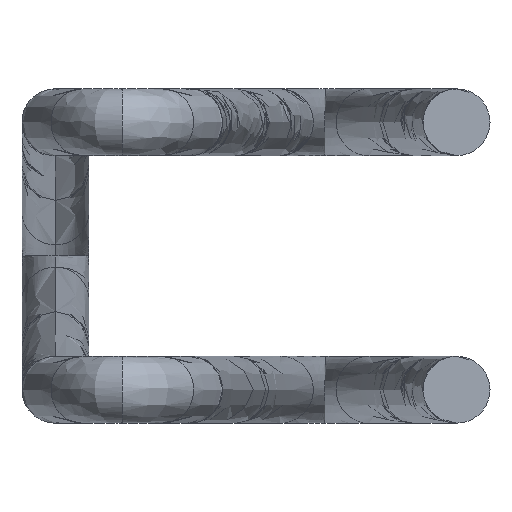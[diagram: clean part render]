
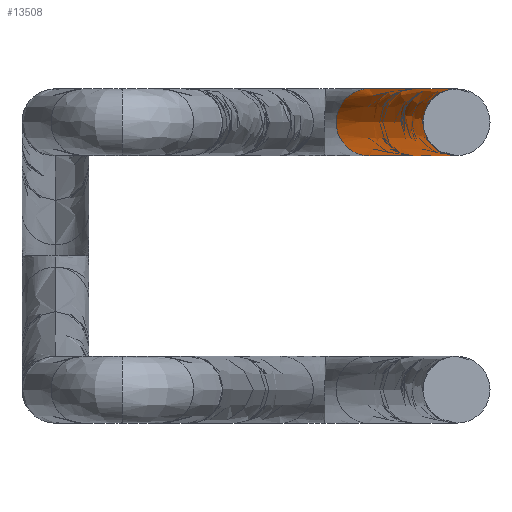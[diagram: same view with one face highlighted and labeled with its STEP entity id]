
A CAD part, left-side view. The second image highlights one B-rep face of the part: STEP entity #13508.
In plain terms, the highlighted free-form (B-spline) face has degree [3, 3] with [7, 6] control points.
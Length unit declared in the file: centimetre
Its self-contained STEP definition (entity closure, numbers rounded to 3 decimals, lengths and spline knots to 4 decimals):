
#222 = CARTESIAN_POINT ( 'NONE',  ( 0.2588, -0.0035, 0.0225 ) ) ;
#306 = CARTESIAN_POINT ( 'NONE',  ( 0.1666, -0.0019, 0.0225 ) ) ;
#322 = EDGE_LOOP ( 'NONE', ( #13845, #13926, #4335, #4010 ) ) ;
#387 = CARTESIAN_POINT ( 'NONE',  ( -0.0001, -0.005, 0.0175 ) ) ;
#482 = VERTEX_POINT ( 'NONE', #4432 ) ;
#548 = CARTESIAN_POINT ( 'NONE',  ( 0.2327, -0.0047, 0.0175 ) ) ;
#947 = CARTESIAN_POINT ( 'NONE',  ( 0.2473, -0.0041, 0.0175 ) ) ;
#1387 = VERTEX_POINT ( 'NONE', #14412 ) ;
#1452 = CARTESIAN_POINT ( 'NONE',  ( 0.2473, -0.0041, 0.0175 ) ) ;
#1533 = CARTESIAN_POINT ( 'NONE',  ( 0.0001, -0.015, 0.0225 ) ) ;
#1616 = CARTESIAN_POINT ( 'NONE',  ( 0.095, -0.0085, 0.0175 ) ) ;
#1773 = CARTESIAN_POINT ( 'NONE',  ( 0.1667, -0.0069, 0.0225 ) ) ;
#1919 = CARTESIAN_POINT ( 'NONE',  ( 0., -0.01, 0.0225 ) ) ;
#2031 = EDGE_CURVE ( 'NONE', #1387, #11312, #14466, .T. ) ;
#2159 = CARTESIAN_POINT ( 'NONE',  ( 0.1667, -0.0069, 0.0225 ) ) ;
#2483 = B_SPLINE_CURVE_WITH_KNOTS ( 'NONE', 3,
 ( #9553, #9470, #14543, #3337, #947, #10620 ),
 .UNSPECIFIED., .F., .F.,
 ( 4, 2, 4 ),
 ( 0., 0.25, 0.3417 ),
 .UNSPECIFIED. ) ;
#2844 = CARTESIAN_POINT ( 'NONE',  ( 0.0949, -0.0035, 0.0225 ) ) ;
#3008 = CARTESIAN_POINT ( 'NONE',  ( 0.2329, -0.0097, 0.0175 ) ) ;
#3193 = B_SPLINE_CURVE_WITH_KNOTS ( 'NONE', 3,
 ( #1919, #13373, #2159, #13130, #5685, #9613 ),
 .UNSPECIFIED., .F., .F.,
 ( 4, 2, 4 ),
 ( 0., 0.25, 0.3417 ),
 .UNSPECIFIED. ) ;
#3337 = CARTESIAN_POINT ( 'NONE',  ( 0.2327, -0.0047, 0.0175 ) ) ;
#4010 = ORIENTED_EDGE ( 'NONE', *, *, #2031, .T. ) ;
#4074 = CARTESIAN_POINT ( 'NONE',  ( 0., -0.01, 0.0175 ) ) ;
#4157 = CARTESIAN_POINT ( 'NONE',  ( 0.2325, 0.0003, 0.0225 ) ) ;
#4235 = CARTESIAN_POINT ( 'NONE',  ( 0.259, -0.0085, 0.0175 ) ) ;
#4317 = CARTESIAN_POINT ( 'NONE',  ( 0.2329, -0.0097, 0.0225 ) ) ;
#4335 = ORIENTED_EDGE ( 'NONE', *, *, #4731, .T. ) ;
#4432 = CARTESIAN_POINT ( 'NONE',  ( 0., -0.01, 0.0175 ) ) ;
#4731 = EDGE_CURVE ( 'NONE', #11008, #1387, #3193, .T. ) ;
#5294 = CARTESIAN_POINT ( 'NONE',  ( -0.0001, -0.005, 0.0225 ) ) ;
#5448 = CARTESIAN_POINT ( 'NONE',  ( 0., -0.01, 0.0225 ) ) ;
#5536 = CARTESIAN_POINT ( 'NONE',  ( 0.2473, -0.0041, 0.0225 ) ) ;
#5685 = CARTESIAN_POINT ( 'NONE',  ( 0.2473, -0.0041, 0.0225 ) ) ;
#5882 = CARTESIAN_POINT ( 'NONE',  ( 0.2585, 0.0015, 0.0175 ) ) ;
#6290 = DIRECTION ( 'NONE',  ( 0., 0., 1. ) ) ;
#6441 = CARTESIAN_POINT ( 'NONE',  ( 0.0951, -0.0135, 0.0175 ) ) ;
#6524 = CARTESIAN_POINT ( 'NONE',  ( 0.0951, -0.0135, 0.0225 ) ) ;
#6604 = CARTESIAN_POINT ( 'NONE',  ( 0.259, -0.0085, 0.0225 ) ) ;
#6686 = CARTESIAN_POINT ( 'NONE',  ( 0.0949, -0.0035, 0.0175 ) ) ;
#6767 = CARTESIAN_POINT ( 'NONE',  ( 0.2325, 0.0003, 0.0175 ) ) ;
#6955 = CARTESIAN_POINT ( 'NONE',  ( 0.2585, 0.0015, 0.0225 ) ) ;
#7115 = CARTESIAN_POINT ( 'NONE',  ( 0.2588, -0.0035, 0.0225 ) ) ;
#7443 = DIRECTION ( 'NONE',  ( -1., -0.016, 0. ) ) ;
#7669 = CARTESIAN_POINT ( 'NONE',  ( 0.1668, -0.0119, 0.0175 ) ) ;
#7825 = CIRCLE ( 'NONE', #14355, 0.0025 ) ;
#7832 = FACE_OUTER_BOUND ( 'NONE', #322, .T. ) ;
#7994 = CARTESIAN_POINT ( 'NONE',  ( 0.0001, -0.015, 0.0175 ) ) ;
#8675 = CARTESIAN_POINT ( 'NONE',  ( 0., -0.01, 0.02 ) ) ;
#8981 = CARTESIAN_POINT ( 'NONE',  ( 0.2588, -0.0035, 0.0225 ) ) ;
#9059 = CARTESIAN_POINT ( 'NONE',  ( 0.2327, -0.0047, 0.0225 ) ) ;
#9141 = CARTESIAN_POINT ( 'NONE',  ( 0.1668, -0.0119, 0.0225 ) ) ;
#9222 = CARTESIAN_POINT ( 'NONE',  ( 0.1666, -0.0019, 0.0175 ) ) ;
#9345 =( BOUNDED_SURFACE ( )  B_SPLINE_SURFACE ( 3, 3, ( 
 ( #11522, #15359, #1773, #9059, #10536, #222 ),
 ( #5294, #2844, #306, #4157, #15279, #12824 ),
 ( #387, #6686, #9222, #6767, #12660, #12985 ),
 ( #4074, #1616, #12742, #548, #1452, #10294 ),
 ( #7994, #6441, #7669, #3008, #11438, #4235 ),
 ( #1533, #6524, #9141, #4317, #14211, #6604 ),
 ( #11768, #14132, #14052, #11605, #5536, #8981 ) ),
 .UNSPECIFIED., .T., .F., .T. ) 
 B_SPLINE_SURFACE_WITH_KNOTS ( ( 4, 3, 4 ),
 ( 4, 2, 4 ),
 ( 0., 0.5, 1. ),
 ( 0., 0.25, 0.3417 ),
 .UNSPECIFIED. ) 
 GEOMETRIC_REPRESENTATION_ITEM ( )  RATIONAL_B_SPLINE_SURFACE ( (
 ( 1., 1., 1., 1., 1., 1.),
 ( 0.333, 0.333, 0.333, 0.333, 0.333, 0.333),
 ( 0.333, 0.333, 0.333, 0.333, 0.333, 0.333),
 ( 1., 1., 1., 1., 1., 1.),
 ( 0.333, 0.333, 0.333, 0.333, 0.333, 0.333),
 ( 0.333, 0.333, 0.333, 0.333, 0.333, 0.333),
 ( 1., 1., 1., 1., 1., 1.) ) ) 
 REPRESENTATION_ITEM ( '' )  SURFACE ( )  );
#9470 = CARTESIAN_POINT ( 'NONE',  ( 0.095, -0.0085, 0.0175 ) ) ;
#9553 = CARTESIAN_POINT ( 'NONE',  ( 0., -0.01, 0.0175 ) ) ;
#9613 = CARTESIAN_POINT ( 'NONE',  ( 0.2588, -0.0035, 0.0225 ) ) ;
#9650 = CARTESIAN_POINT ( 'NONE',  ( 0.2588, -0.0035, 0.0175 ) ) ;
#9702 = CARTESIAN_POINT ( 'NONE',  ( 0.2588, -0.0035, 0.0175 ) ) ;
#10031 = EDGE_CURVE ( 'NONE', #11008, #482, #7825, .T. ) ;
#10294 = CARTESIAN_POINT ( 'NONE',  ( 0.2588, -0.0035, 0.0175 ) ) ;
#10536 = CARTESIAN_POINT ( 'NONE',  ( 0.2473, -0.0041, 0.0225 ) ) ;
#10620 = CARTESIAN_POINT ( 'NONE',  ( 0.2588, -0.0035, 0.0175 ) ) ;
#11008 = VERTEX_POINT ( 'NONE', #5448 ) ;
#11312 = VERTEX_POINT ( 'NONE', #9702 ) ;
#11438 = CARTESIAN_POINT ( 'NONE',  ( 0.2475, -0.0091, 0.0175 ) ) ;
#11522 = CARTESIAN_POINT ( 'NONE',  ( 0., -0.01, 0.0225 ) ) ;
#11605 = CARTESIAN_POINT ( 'NONE',  ( 0.2327, -0.0047, 0.0225 ) ) ;
#11768 = CARTESIAN_POINT ( 'NONE',  ( 0., -0.01, 0.0225 ) ) ;
#12660 = CARTESIAN_POINT ( 'NONE',  ( 0.2471, 0.0009, 0.0175 ) ) ;
#12742 = CARTESIAN_POINT ( 'NONE',  ( 0.1667, -0.0069, 0.0175 ) ) ;
#12824 = CARTESIAN_POINT ( 'NONE',  ( 0.2585, 0.0015, 0.0225 ) ) ;
#12985 = CARTESIAN_POINT ( 'NONE',  ( 0.2585, 0.0015, 0.0175 ) ) ;
#13130 = CARTESIAN_POINT ( 'NONE',  ( 0.2327, -0.0047, 0.0225 ) ) ;
#13373 = CARTESIAN_POINT ( 'NONE',  ( 0.095, -0.0085, 0.0225 ) ) ;
#13508 = ADVANCED_FACE ( 'NONE', ( #7832 ), #9345, .F. ) ;
#13845 = ORIENTED_EDGE ( 'NONE', *, *, #14009, .F. ) ;
#13926 = ORIENTED_EDGE ( 'NONE', *, *, #10031, .F. ) ;
#14009 = EDGE_CURVE ( 'NONE', #482, #11312, #2483, .T. ) ;
#14052 = CARTESIAN_POINT ( 'NONE',  ( 0.1667, -0.0069, 0.0225 ) ) ;
#14132 = CARTESIAN_POINT ( 'NONE',  ( 0.095, -0.0085, 0.0225 ) ) ;
#14211 = CARTESIAN_POINT ( 'NONE',  ( 0.2475, -0.0091, 0.0225 ) ) ;
#14355 = AXIS2_PLACEMENT_3D ( 'NONE', #8675, #7443, #6290 ) ;
#14412 = CARTESIAN_POINT ( 'NONE',  ( 0.2588, -0.0035, 0.0225 ) ) ;
#14466 =( BOUNDED_CURVE ( )  B_SPLINE_CURVE ( 3, ( #7115, #6955, #5882, #9650 ),
 .UNSPECIFIED., .F., .F. ) 
 B_SPLINE_CURVE_WITH_KNOTS ( ( 4, 4 ),
 ( 0., 0.5 ),
 .UNSPECIFIED. ) 
 CURVE ( )  GEOMETRIC_REPRESENTATION_ITEM ( )  RATIONAL_B_SPLINE_CURVE ( ( 1., 0.333, 0.333, 1. ) ) 
 REPRESENTATION_ITEM ( '' )  );
#14543 = CARTESIAN_POINT ( 'NONE',  ( 0.1667, -0.0069, 0.0175 ) ) ;
#15279 = CARTESIAN_POINT ( 'NONE',  ( 0.2471, 0.0009, 0.0225 ) ) ;
#15359 = CARTESIAN_POINT ( 'NONE',  ( 0.095, -0.0085, 0.0225 ) ) ;
